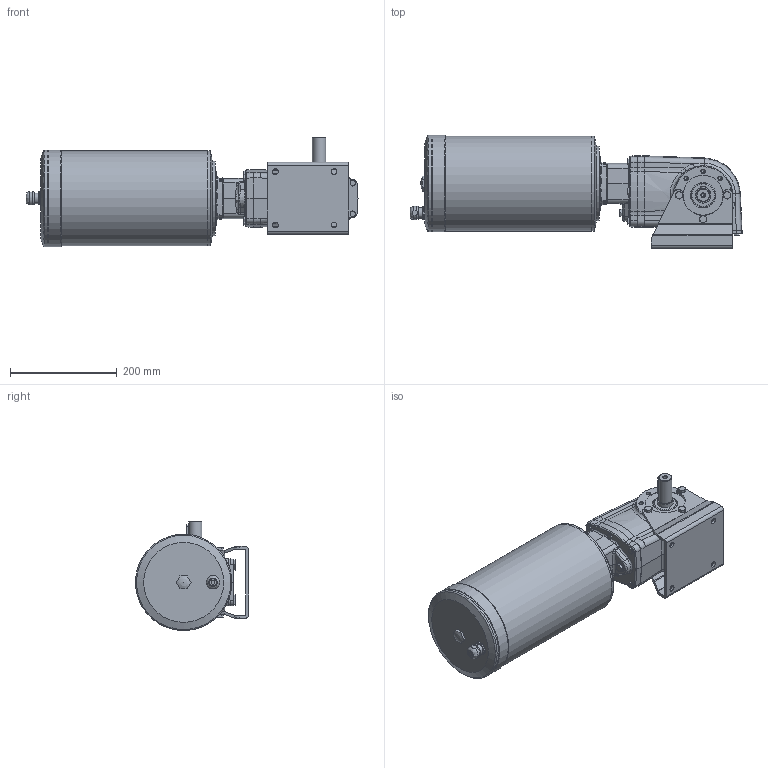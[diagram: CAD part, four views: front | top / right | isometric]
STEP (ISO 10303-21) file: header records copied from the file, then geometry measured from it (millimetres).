
FILE_DESCRIPTION( ( 'Unknown' ), '1' );
FILE_NAME( 'AFD2612E6CED5F9CE3076EC848D1E.3d.stp', 'Unknown', ( 'Unknown' ), ( 'Unknown' ), 'PSStep 10.1', 'Unknown', ' ' );
FILE_SCHEMA( ( 'AUTOMOTIVE_DESIGN { 1 0 10303 214 1 1 1 1 }' ) );
Length unit declared in the file: millimetre
Products named in the file (1): X42N
Bounding box: 623 x 212.3 x 205 mm (x, y, z)
Volume: 11249850.4 mm3; surface area: 491545.8 mm2
Topology: 1 solids, 23 shells, 1006 faces, 2357 edges, 1455 vertices
Faces by surface type: plane 374, cylinder 234, cone 213, bspline 109, torus 67, extrusion 4, revolution 4, sphere 1
Full cylindrical faces by diameter (mm): 6.647 x42, 7 x1, 8 x10, 8.5 x6, 8.9 x12, 9 x8, 11 x4, 11.6 x6, 13 x4, 13.4 x1, 14 x4, 16.662 x1, 18 x1, 20 x1, 23.7 x1, 24 x1, 25 x2, 29.5 x1, 30 x1, 47 x1, 47.5 x2, 75 x2, 85 x1, 95 x2, 140 x1, 177.98 x1, 178 x2, 180.98 x2, 181 x3
Entity records: 46526 total; most frequent: CARTESIAN_POINT 18061, DIRECTION 4040, ORIENTED_EDGE 3966, EDGE_CURVE 1983, AXIS2_PLACEMENT_3D 1669, EDGE_LOOP 1360, VERTEX_POINT 1355, FACE_OUTER_BOUND 1182
